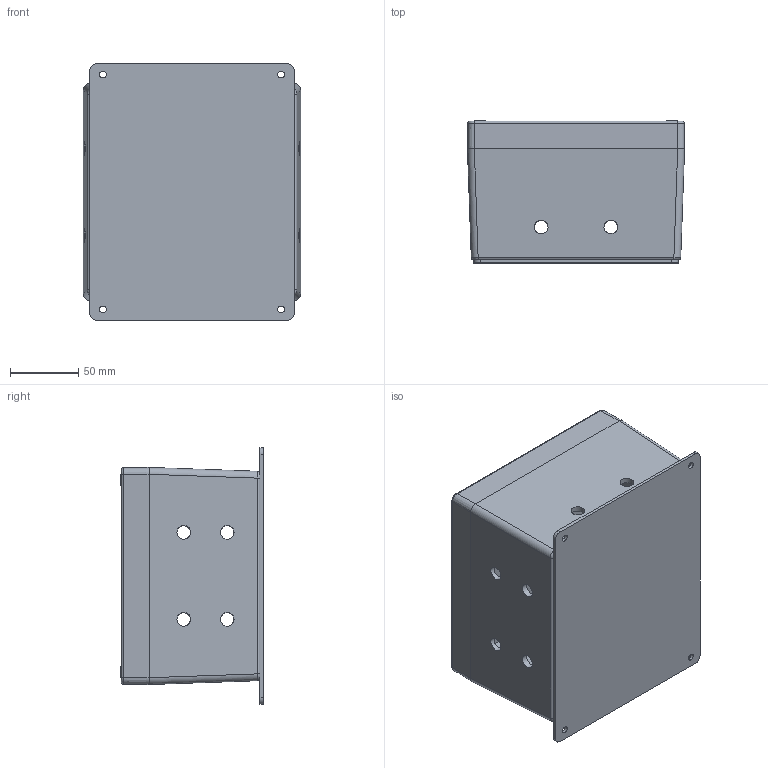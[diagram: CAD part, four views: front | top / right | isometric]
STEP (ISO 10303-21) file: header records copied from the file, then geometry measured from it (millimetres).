
FILE_DESCRIPTION(/* description */ ('STEP AP203'),/* implementation_level */ '2;1');
FILE_NAME(/* name */ 'AluminumHousing(Master)(2).stp',/* time_stamp */ '2019-04-03T19:48:32-04:00',/* author */ ('anirudh'),/* organization */ (''),/* preprocessor_version */ 'ST-DEVELOPER v16.13',/* originating_system */ 'Autodesk Inventor 2018',/* authorisation */ '');
FILE_SCHEMA (('AUTOMOTIVE_DESIGN { 1 0 10303 214 3 1 1 }'));
Length unit declared in the file: inch
Products named in the file (1): AluminumHousing
Bounding box: 158.5 x 103.84 x 187.3 mm (x, y, z)
Volume: 485806.5 mm3; surface area: 296769.5 mm2
Topology: 8 solids, 8 shells, 673 faces, 1725 edges, 1089 vertices
Faces by surface type: plane 305, cylinder 234, torus 64, cone 58, bspline 12
Full cylindrical faces by diameter (mm): 3.175 x4, 3.3 x4, 4 x4, 4.445 x2, 4.902 x4, 5.791 x4, 6 x4, 8.128 x4, 8.4 x4, 9.906 x2, 10 x16
Entity records: 20516 total; most frequent: CARTESIAN_POINT 4202, DIRECTION 3508, ORIENTED_EDGE 3248, EDGE_CURVE 1624, AXIS2_PLACEMENT_3D 1290, VERTEX_POINT 1066, LINE 928, VECTOR 928
